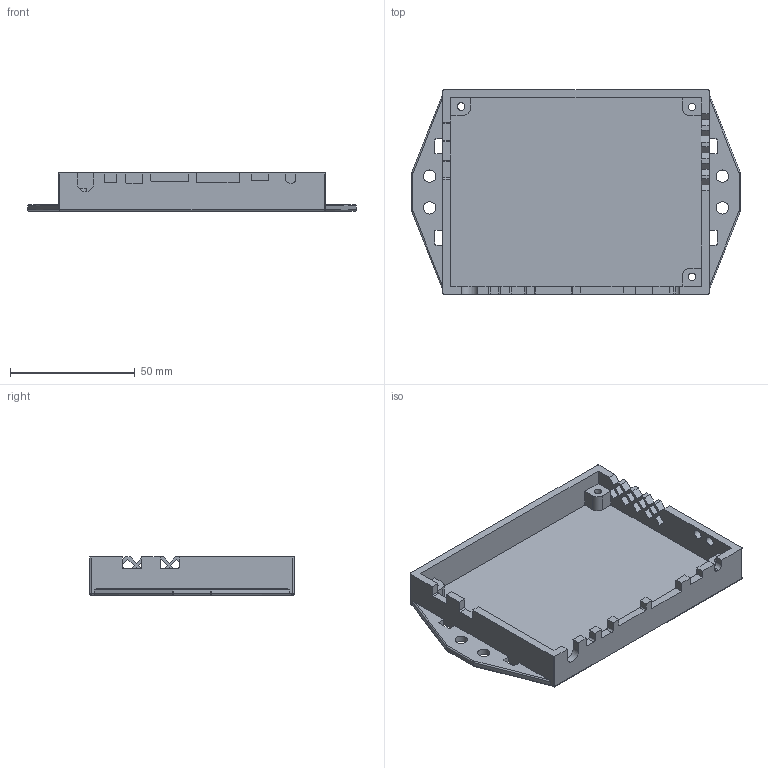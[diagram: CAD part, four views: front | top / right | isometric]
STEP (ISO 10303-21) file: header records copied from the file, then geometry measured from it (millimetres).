
FILE_DESCRIPTION(/* description */ ('STEP AP242','CAx-IF Rec.Pracs.---Representation and Presentation of Product Manufacturing Information (PMI)---4.0---2014-10-13','CAx-IF Rec.Pracs.---3D Tessellated Geometry---0.4---2014-09-14','2;1','CAx-IF Rec.Pracs.---User Defined Attributes---1.5---2016-08-15'),/* implementation_level */ '2;1');
FILE_NAME(/* name */ '6906456b86b0a50536ebf7e5',/* time_stamp */ '2025-11-01T17:37:47Z',/* author */ (''),/* organization */ (''),/* preprocessor_version */ 'ST-DEVELOPER v20',/* originating_system */ 'ONSHAPE BY PTC INC, 1.206',/* authorisation */ ' ');
FILE_SCHEMA (('AP242_MANAGED_MODEL_BASED_3D_ENGINEERING_MIM_LF { 1 0 10303 442 1 1 4 }'));
Length unit declared in the file: metre
Products named in the file (1): Bottom
Bounding box: 131.68 x 81.85 x 15.24 mm (x, y, z)
Volume: 36322 mm3; surface area: 30038.7 mm2
Topology: 1 solids, 1 shells, 199 faces, 578 edges, 365 vertices
Faces by surface type: plane 128, cylinder 60, sphere 11
Full cylindrical faces by diameter (mm): 3 x3, 3.81 x2, 4.953 x4
Entity records: 6454 total; most frequent: CARTESIAN_POINT 1119, ORIENTED_EDGE 1112, DIRECTION 1074, EDGE_CURVE 556, LINE 438, VECTOR 438, VERTEX_POINT 363, AXIS2_PLACEMENT_3D 318
